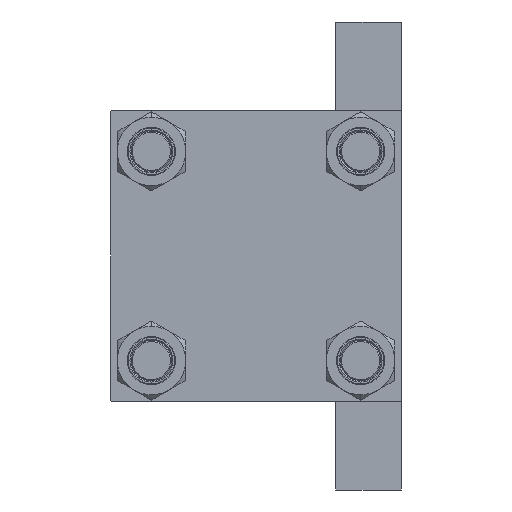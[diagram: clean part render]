
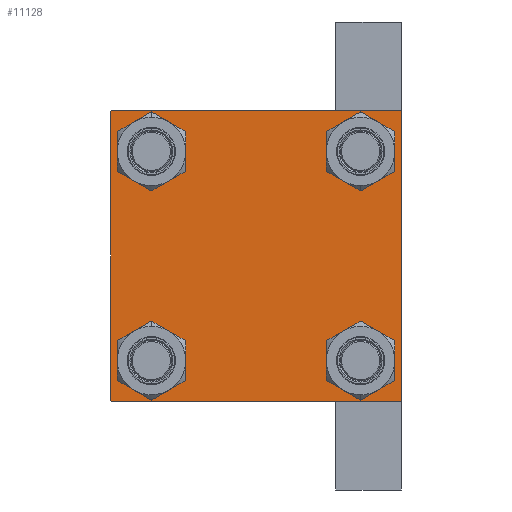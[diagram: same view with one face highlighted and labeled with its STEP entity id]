
A CAD part, left-side view. The second image highlights one B-rep face of the part: STEP entity #11128.
In plain terms, the highlighted planar face has unit normal (-1, 0, 0).
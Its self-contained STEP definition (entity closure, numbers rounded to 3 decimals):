
#206 = VERTEX_POINT ( 'NONE', #20161 ) ;
#279 = FACE_BOUND ( 'NONE', #21695, .T. ) ;
#514 = CIRCLE ( 'NONE', #3593, 8.5 ) ;
#569 = CARTESIAN_POINT ( 'NONE',  ( 0., 41.35, 41.35 ) ) ;
#762 = CARTESIAN_POINT ( 'NONE',  ( 0., 57.5, -57. ) ) ;
#1144 = CARTESIAN_POINT ( 'NONE',  ( 0., -41.35, -32.85 ) ) ;
#1156 = CARTESIAN_POINT ( 'NONE',  ( 0., 41.35, -32.85 ) ) ;
#1287 = VECTOR ( 'NONE', #19077, 1000. ) ;
#1503 = ORIENTED_EDGE ( 'NONE', *, *, #34393, .T. ) ;
#2177 = ORIENTED_EDGE ( 'NONE', *, *, #17666, .F. ) ;
#2715 = DIRECTION ( 'NONE',  ( 0., -1., 0. ) ) ;
#3037 = EDGE_LOOP ( 'NONE', ( #27349, #47578 ) ) ;
#3391 = DIRECTION ( 'NONE',  ( 1., 0., 0. ) ) ;
#3593 = AXIS2_PLACEMENT_3D ( 'NONE', #36823, #32938, #29047 ) ;
#3680 = FACE_OUTER_BOUND ( 'NONE', #39666, .T. ) ;
#3734 = DIRECTION ( 'NONE',  ( 0., 0., 1. ) ) ;
#4231 = CARTESIAN_POINT ( 'NONE',  ( 0., 57.5, 57.5 ) ) ;
#6275 = DIRECTION ( 'NONE',  ( 0., 0., 1. ) ) ;
#6364 = CIRCLE ( 'NONE', #42075, 8.5 ) ;
#6441 = DIRECTION ( 'NONE',  ( 0., 0., 1. ) ) ;
#6586 = DIRECTION ( 'NONE',  ( 0., 0., 1. ) ) ;
#6638 = CARTESIAN_POINT ( 'NONE',  ( 0., 0., 0. ) ) ;
#6670 = DIRECTION ( 'NONE',  ( 1., 0., 0. ) ) ;
#6746 = CARTESIAN_POINT ( 'NONE',  ( 0., -41.35, 41.35 ) ) ;
#7187 = VERTEX_POINT ( 'NONE', #43307 ) ;
#7358 = CARTESIAN_POINT ( 'NONE',  ( 0., 57.5, 57. ) ) ;
#7427 = VERTEX_POINT ( 'NONE', #21564 ) ;
#7501 = EDGE_CURVE ( 'NONE', #22230, #24634, #6364, .T. ) ;
#8313 = EDGE_CURVE ( 'NONE', #7427, #15612, #36898, .T. ) ;
#8646 = DIRECTION ( 'NONE',  ( 0., 0., -1. ) ) ;
#8665 = CARTESIAN_POINT ( 'NONE',  ( 0., -41.35, 49.85 ) ) ;
#9140 = CIRCLE ( 'NONE', #15346, 8.5 ) ;
#10302 = EDGE_LOOP ( 'NONE', ( #30575, #39143 ) ) ;
#10632 = VECTOR ( 'NONE', #2715, 1000. ) ;
#10762 = VECTOR ( 'NONE', #39715, 1000. ) ;
#10862 = ORIENTED_EDGE ( 'NONE', *, *, #8313, .T. ) ;
#11128 = ADVANCED_FACE ( 'NONE', ( #279, #17817, #32657, #37014, #3680 ), #18530, .T. ) ;
#11692 = ORIENTED_EDGE ( 'NONE', *, *, #7501, .T. ) ;
#11894 = DIRECTION ( 'NONE',  ( 1., 0., 0. ) ) ;
#12035 = VERTEX_POINT ( 'NONE', #45519 ) ;
#13435 = VERTEX_POINT ( 'NONE', #8665 ) ;
#14166 = EDGE_CURVE ( 'NONE', #30467, #7187, #24998, .T. ) ;
#15067 = EDGE_CURVE ( 'NONE', #34746, #13435, #19822, .T. ) ;
#15346 = AXIS2_PLACEMENT_3D ( 'NONE', #36246, #3391, #6586 ) ;
#15385 = CARTESIAN_POINT ( 'NONE',  ( 0., 57.5, 57.5 ) ) ;
#15487 = DIRECTION ( 'NONE',  ( 0., 0.707, 0.707 ) ) ;
#15612 = VERTEX_POINT ( 'NONE', #16566 ) ;
#16367 = VERTEX_POINT ( 'NONE', #1144 ) ;
#16470 = ORIENTED_EDGE ( 'NONE', *, *, #14166, .T. ) ;
#16566 = CARTESIAN_POINT ( 'NONE',  ( 0., -57., 57.5 ) ) ;
#17638 = VECTOR ( 'NONE', #47126, 1000. ) ;
#17666 = EDGE_CURVE ( 'NONE', #7427, #31507, #24209, .T. ) ;
#17817 = FACE_BOUND ( 'NONE', #3037, .T. ) ;
#17922 = DIRECTION ( 'NONE',  ( 0., 0., 1. ) ) ;
#18530 = PLANE ( 'NONE',  #27584 ) ;
#18747 = EDGE_CURVE ( 'NONE', #12035, #16367, #514, .T. ) ;
#18795 = LINE ( 'NONE', #15385, #30035 ) ;
#19077 = DIRECTION ( 'NONE',  ( 0., 0., -1. ) ) ;
#19130 = EDGE_CURVE ( 'NONE', #7187, #31249, #47002, .T. ) ;
#19735 = EDGE_CURVE ( 'NONE', #20736, #43002, #32285, .T. ) ;
#19822 = CIRCLE ( 'NONE', #32258, 8.5 ) ;
#19883 = ORIENTED_EDGE ( 'NONE', *, *, #19130, .T. ) ;
#20139 = EDGE_CURVE ( 'NONE', #16367, #12035, #41687, .T. ) ;
#20161 = CARTESIAN_POINT ( 'NONE',  ( 0., 41.35, 49.85 ) ) ;
#20466 = CARTESIAN_POINT ( 'NONE',  ( 0., -57., -57.5 ) ) ;
#20736 = VERTEX_POINT ( 'NONE', #40970 ) ;
#20781 = VERTEX_POINT ( 'NONE', #27338 ) ;
#20834 = AXIS2_PLACEMENT_3D ( 'NONE', #569, #37783, #3734 ) ;
#20936 = CIRCLE ( 'NONE', #48123, 8.5 ) ;
#20949 = EDGE_CURVE ( 'NONE', #20781, #206, #9140, .T. ) ;
#21095 = CARTESIAN_POINT ( 'NONE',  ( 0., 57.25, -57.25 ) ) ;
#21317 = ORIENTED_EDGE ( 'NONE', *, *, #39406, .F. ) ;
#21364 = VECTOR ( 'NONE', #47599, 1000. ) ;
#21564 = CARTESIAN_POINT ( 'NONE',  ( 0., -57.5, 57. ) ) ;
#21695 = EDGE_LOOP ( 'NONE', ( #1503, #39459 ) ) ;
#22230 = VERTEX_POINT ( 'NONE', #1156 ) ;
#22730 = LINE ( 'NONE', #4231, #1287 ) ;
#22982 = EDGE_CURVE ( 'NONE', #31249, #31507, #39472, .T. ) ;
#23579 = EDGE_CURVE ( 'NONE', #206, #20781, #45683, .T. ) ;
#24209 = LINE ( 'NONE', #41717, #26865 ) ;
#24634 = VERTEX_POINT ( 'NONE', #47068 ) ;
#24640 = CARTESIAN_POINT ( 'NONE',  ( 0., -57.25, -57.25 ) ) ;
#24998 = LINE ( 'NONE', #21095, #21364 ) ;
#25577 = CARTESIAN_POINT ( 'NONE',  ( 0., 57.5, -57.5 ) ) ;
#26865 = VECTOR ( 'NONE', #8646, 1000. ) ;
#27338 = CARTESIAN_POINT ( 'NONE',  ( 0., 41.35, 32.85 ) ) ;
#27349 = ORIENTED_EDGE ( 'NONE', *, *, #20139, .T. ) ;
#27584 = AXIS2_PLACEMENT_3D ( 'NONE', #6638, #36296, #33611 ) ;
#27817 = CARTESIAN_POINT ( 'NONE',  ( 0., 41.35, -41.35 ) ) ;
#29047 = DIRECTION ( 'NONE',  ( 0., 0., 1. ) ) ;
#29644 = AXIS2_PLACEMENT_3D ( 'NONE', #39991, #6670, #6441 ) ;
#29830 = CARTESIAN_POINT ( 'NONE',  ( 0., -57.25, 57.25 ) ) ;
#30035 = VECTOR ( 'NONE', #37514, 1000. ) ;
#30164 = EDGE_CURVE ( 'NONE', #24634, #22230, #20936, .T. ) ;
#30467 = VERTEX_POINT ( 'NONE', #762 ) ;
#30575 = ORIENTED_EDGE ( 'NONE', *, *, #23579, .T. ) ;
#31048 = ORIENTED_EDGE ( 'NONE', *, *, #22982, .T. ) ;
#31113 = ORIENTED_EDGE ( 'NONE', *, *, #38247, .T. ) ;
#31249 = VERTEX_POINT ( 'NONE', #20466 ) ;
#31357 = VECTOR ( 'NONE', #15487, 1000. ) ;
#31507 = VERTEX_POINT ( 'NONE', #43277 ) ;
#31977 = CIRCLE ( 'NONE', #29644, 8.5 ) ;
#32258 = AXIS2_PLACEMENT_3D ( 'NONE', #6746, #39838, #17922 ) ;
#32285 = LINE ( 'NONE', #39600, #17638 ) ;
#32657 = FACE_BOUND ( 'NONE', #40159, .T. ) ;
#32938 = DIRECTION ( 'NONE',  ( 1., 0., 0. ) ) ;
#33063 = CARTESIAN_POINT ( 'NONE',  ( 0., -41.35, -41.35 ) ) ;
#33611 = DIRECTION ( 'NONE',  ( 0., 0., 1. ) ) ;
#34177 = ORIENTED_EDGE ( 'NONE', *, *, #19735, .T. ) ;
#34393 = EDGE_CURVE ( 'NONE', #13435, #34746, #31977, .T. ) ;
#34746 = VERTEX_POINT ( 'NONE', #46757 ) ;
#36246 = CARTESIAN_POINT ( 'NONE',  ( 0., 41.35, 41.35 ) ) ;
#36278 = AXIS2_PLACEMENT_3D ( 'NONE', #33063, #11894, #44737 ) ;
#36296 = DIRECTION ( 'NONE',  ( -1., 0., 0. ) ) ;
#36823 = CARTESIAN_POINT ( 'NONE',  ( 0., -41.35, -41.35 ) ) ;
#36898 = LINE ( 'NONE', #29830, #31357 ) ;
#37014 = FACE_BOUND ( 'NONE', #10302, .T. ) ;
#37514 = DIRECTION ( 'NONE',  ( 0., -1., 0. ) ) ;
#37783 = DIRECTION ( 'NONE',  ( 1., 0., 0. ) ) ;
#38176 = ORIENTED_EDGE ( 'NONE', *, *, #30164, .T. ) ;
#38247 = EDGE_CURVE ( 'NONE', #43002, #30467, #22730, .T. ) ;
#39143 = ORIENTED_EDGE ( 'NONE', *, *, #20949, .T. ) ;
#39406 = EDGE_CURVE ( 'NONE', #20736, #15612, #18795, .T. ) ;
#39459 = ORIENTED_EDGE ( 'NONE', *, *, #15067, .T. ) ;
#39472 = LINE ( 'NONE', #24640, #10762 ) ;
#39597 = CARTESIAN_POINT ( 'NONE',  ( 0., 41.35, -41.35 ) ) ;
#39600 = CARTESIAN_POINT ( 'NONE',  ( 0., 57.25, 57.25 ) ) ;
#39666 = EDGE_LOOP ( 'NONE', ( #31113, #16470, #19883, #31048, #2177, #10862, #21317, #34177 ) ) ;
#39715 = DIRECTION ( 'NONE',  ( 0., -0.707, 0.707 ) ) ;
#39838 = DIRECTION ( 'NONE',  ( 1., 0., 0. ) ) ;
#39991 = CARTESIAN_POINT ( 'NONE',  ( 0., -41.35, 41.35 ) ) ;
#40159 = EDGE_LOOP ( 'NONE', ( #11692, #38176 ) ) ;
#40970 = CARTESIAN_POINT ( 'NONE',  ( 0., 57., 57.5 ) ) ;
#41687 = CIRCLE ( 'NONE', #36278, 8.5 ) ;
#41717 = CARTESIAN_POINT ( 'NONE',  ( 0., -57.5, 57.5 ) ) ;
#42075 = AXIS2_PLACEMENT_3D ( 'NONE', #39597, #47121, #6275 ) ;
#42662 = DIRECTION ( 'NONE',  ( 0., 0., 1. ) ) ;
#43002 = VERTEX_POINT ( 'NONE', #7358 ) ;
#43277 = CARTESIAN_POINT ( 'NONE',  ( 0., -57.5, -57. ) ) ;
#43307 = CARTESIAN_POINT ( 'NONE',  ( 0., 57., -57.5 ) ) ;
#44737 = DIRECTION ( 'NONE',  ( 0., 0., 1. ) ) ;
#45332 = DIRECTION ( 'NONE',  ( 1., 0., 0. ) ) ;
#45519 = CARTESIAN_POINT ( 'NONE',  ( 0., -41.35, -49.85 ) ) ;
#45683 = CIRCLE ( 'NONE', #20834, 8.5 ) ;
#46757 = CARTESIAN_POINT ( 'NONE',  ( 0., -41.35, 32.85 ) ) ;
#47002 = LINE ( 'NONE', #25577, #10632 ) ;
#47068 = CARTESIAN_POINT ( 'NONE',  ( 0., 41.35, -49.85 ) ) ;
#47121 = DIRECTION ( 'NONE',  ( 1., 0., 0. ) ) ;
#47126 = DIRECTION ( 'NONE',  ( 0., 0.707, -0.707 ) ) ;
#47578 = ORIENTED_EDGE ( 'NONE', *, *, #18747, .T. ) ;
#47599 = DIRECTION ( 'NONE',  ( 0., -0.707, -0.707 ) ) ;
#48123 = AXIS2_PLACEMENT_3D ( 'NONE', #27817, #45332, #42662 ) ;
